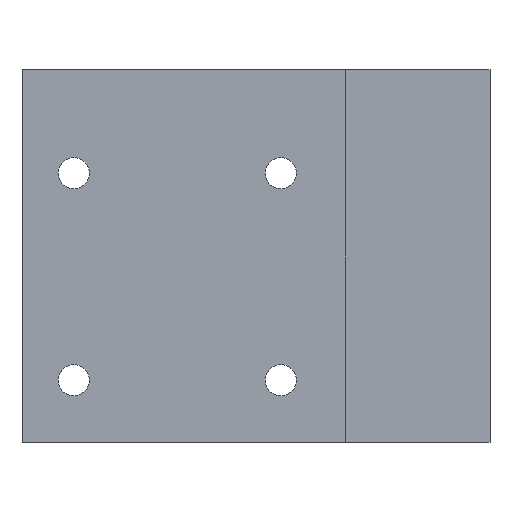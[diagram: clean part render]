
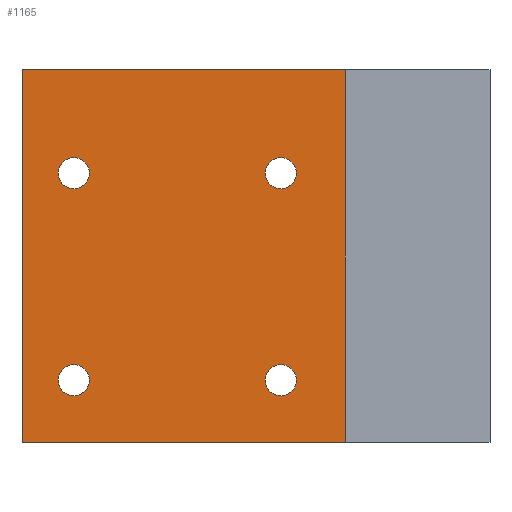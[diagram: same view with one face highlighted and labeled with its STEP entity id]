
A CAD part, front view. The second image highlights one B-rep face of the part: STEP entity #1165.
In plain terms, the highlighted planar face has unit normal (0, -1, 0).
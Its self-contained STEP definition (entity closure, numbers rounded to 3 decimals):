
#30=PLANE('',#1295);
#71=FACE_BOUND('',#255,.T.);
#72=FACE_BOUND('',#256,.T.);
#73=FACE_BOUND('',#257,.T.);
#74=FACE_BOUND('',#258,.T.);
#179=FACE_OUTER_BOUND('',#254,.T.);
#254=EDGE_LOOP('',(#1040,#1041,#1042,#1043));
#255=EDGE_LOOP('',(#1044));
#256=EDGE_LOOP('',(#1045));
#257=EDGE_LOOP('',(#1046));
#258=EDGE_LOOP('',(#1047));
#351=LINE('',#2248,#439);
#359=LINE('',#2268,#447);
#361=LINE('',#2275,#449);
#362=LINE('',#2276,#450);
#439=VECTOR('',#1556,10.);
#447=VECTOR('',#1572,10.);
#449=VECTOR('',#1580,10.);
#450=VECTOR('',#1581,10.);
#494=CIRCLE('',#1267,1.5);
#496=CIRCLE('',#1271,1.5);
#498=CIRCLE('',#1275,1.5);
#500=CIRCLE('',#1279,1.5);
#582=VERTEX_POINT('',#2183);
#584=VERTEX_POINT('',#2190);
#586=VERTEX_POINT('',#2197);
#588=VERTEX_POINT('',#2204);
#604=VERTEX_POINT('',#2245);
#605=VERTEX_POINT('',#2247);
#613=VERTEX_POINT('',#2266);
#615=VERTEX_POINT('',#2274);
#726=EDGE_CURVE('',#582,#582,#494,.T.);
#729=EDGE_CURVE('',#584,#584,#496,.T.);
#732=EDGE_CURVE('',#586,#586,#498,.T.);
#735=EDGE_CURVE('',#588,#588,#500,.T.);
#755=EDGE_CURVE('',#605,#604,#351,.T.);
#766=EDGE_CURVE('',#604,#613,#359,.T.);
#769=EDGE_CURVE('',#615,#613,#361,.T.);
#770=EDGE_CURVE('',#605,#615,#362,.T.);
#1040=ORIENTED_EDGE('',*,*,#766,.T.);
#1041=ORIENTED_EDGE('',*,*,#769,.F.);
#1042=ORIENTED_EDGE('',*,*,#770,.F.);
#1043=ORIENTED_EDGE('',*,*,#755,.T.);
#1044=ORIENTED_EDGE('',*,*,#726,.T.);
#1045=ORIENTED_EDGE('',*,*,#729,.T.);
#1046=ORIENTED_EDGE('',*,*,#732,.T.);
#1047=ORIENTED_EDGE('',*,*,#735,.T.);
#1165=ADVANCED_FACE('',(#179,#71,#72,#73,#74),#30,.T.);
#1267=AXIS2_PLACEMENT_3D('',#2185,#1494,#1495);
#1271=AXIS2_PLACEMENT_3D('',#2192,#1503,#1504);
#1275=AXIS2_PLACEMENT_3D('',#2199,#1512,#1513);
#1279=AXIS2_PLACEMENT_3D('',#2206,#1521,#1522);
#1295=AXIS2_PLACEMENT_3D('',#2273,#1578,#1579);
#1494=DIRECTION('center_axis',(0.,1.,0.));
#1495=DIRECTION('ref_axis',(-1.,0.,0.));
#1503=DIRECTION('center_axis',(0.,1.,0.));
#1504=DIRECTION('ref_axis',(-1.,0.,0.));
#1512=DIRECTION('center_axis',(0.,1.,0.));
#1513=DIRECTION('ref_axis',(-1.,0.,0.));
#1521=DIRECTION('center_axis',(0.,1.,0.));
#1522=DIRECTION('ref_axis',(-1.,0.,0.));
#1556=DIRECTION('',(0.,0.,1.));
#1572=DIRECTION('',(-1.,0.,0.));
#1578=DIRECTION('center_axis',(0.,-1.,0.));
#1579=DIRECTION('ref_axis',(1.,0.,0.));
#1580=DIRECTION('',(0.,0.,1.));
#1581=DIRECTION('',(-1.,0.,0.));
#2183=CARTESIAN_POINT('',(30.425,36.074,-55.909));
#2185=CARTESIAN_POINT('Origin',(28.925,36.074,-55.909));
#2190=CARTESIAN_POINT('',(10.425,36.074,-55.909));
#2192=CARTESIAN_POINT('Origin',(8.925,36.074,-55.909));
#2197=CARTESIAN_POINT('',(10.425,36.074,-75.909));
#2199=CARTESIAN_POINT('Origin',(8.925,36.074,-75.909));
#2204=CARTESIAN_POINT('',(30.425,36.074,-75.909));
#2206=CARTESIAN_POINT('Origin',(28.925,36.074,-75.909));
#2245=CARTESIAN_POINT('',(35.125,36.074,-45.909));
#2247=CARTESIAN_POINT('',(35.125,36.074,-81.909));
#2248=CARTESIAN_POINT('',(35.125,36.074,-81.909));
#2266=CARTESIAN_POINT('',(3.925,36.074,-45.909));
#2268=CARTESIAN_POINT('',(15.225,36.074,-45.909));
#2273=CARTESIAN_POINT('Origin',(3.925,36.074,-81.909));
#2274=CARTESIAN_POINT('',(3.925,36.074,-81.909));
#2275=CARTESIAN_POINT('',(3.925,36.074,-81.909));
#2276=CARTESIAN_POINT('',(35.125,36.074,-81.909));
